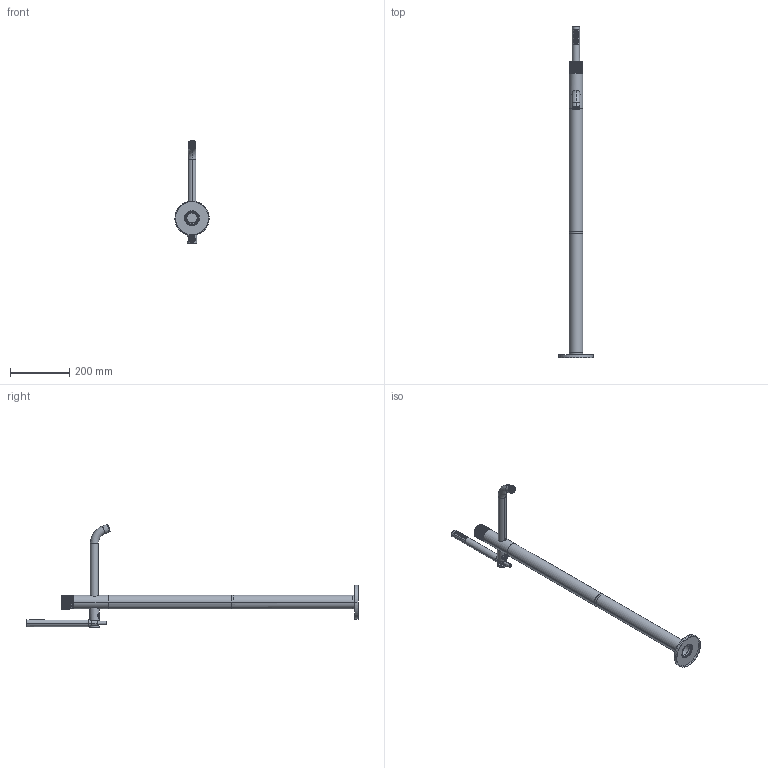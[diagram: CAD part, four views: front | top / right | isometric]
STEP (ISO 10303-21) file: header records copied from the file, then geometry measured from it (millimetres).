
FILE_DESCRIPTION(('CATIA V5 STEP Exchange','CAx-IF Rec.Pracs.--- Model Styling and Organization---1.5--- 2016-08-15','CAx-IF Rec.Pracs.---Supplemental Geometry---1.0---2011-11-01','CAx-IF Rec.Pracs.--- Composite Materials ---3.4---2017-06-13','CAx-IF Rec.Pracs.---Tessellated 3D Geometry---1.0---2015-12-17'),'2;1');
FILE_NAME('X1004204.stp','2023-01-30T12:52:23+00:00',('none'),('none'),'CATIA Version 5-6 Release 2020 SP2','CATIA V5 STEP AP242 v2','none');
FILE_SCHEMA(('AP242_MANAGED_MODEL_BASED_3D_ENGINEERING_MIM_LF {1 0 10303 442 1 1 4}'));
Products named in the file (1): 1262_ASM_AllCATPart
Bounding box: 115 x 1116.5 x 347.92 mm (x, y, z)
Volume: 278139.7 mm3; surface area: 299477.1 mm2
Topology: 8 solids, 2650 shells, 3456 faces, 18783 edges, 18150 vertices
Faces by surface type: plane 1068, cylinder 857, cone 720, extrusion 423, torus 209, bspline 177, sphere 2
Entity records: 233536 total; most frequent: CARTESIAN_POINT 113592, ORIENTED_EDGE 20670, EDGE_CURVE 18781, VERTEX_POINT 18150, B_SPLINE_CURVE_WITH_KNOTS 12715, DIRECTION 11910, AXIS2_PLACEMENT_3D 6501, CIRCLE 3992
